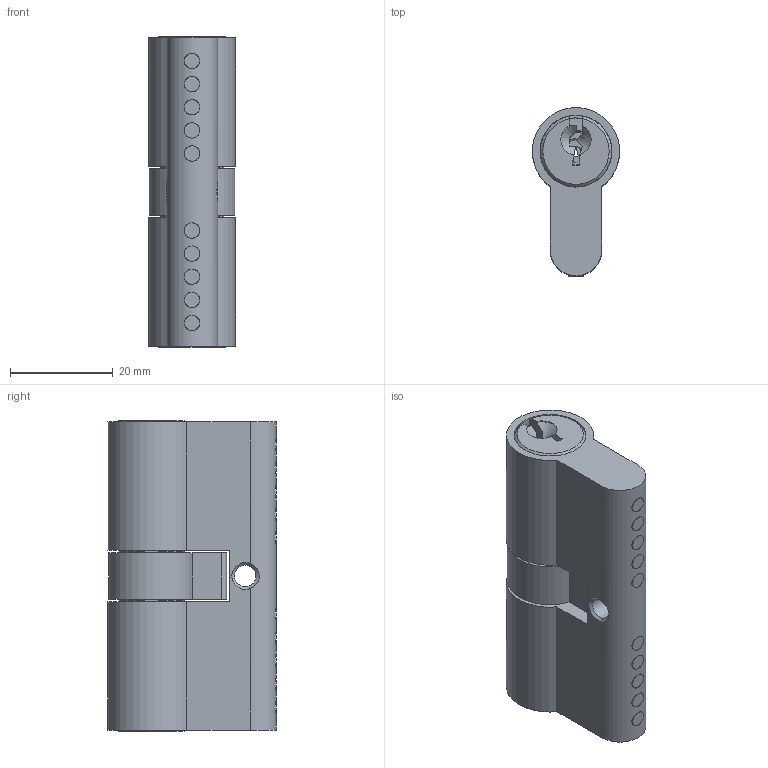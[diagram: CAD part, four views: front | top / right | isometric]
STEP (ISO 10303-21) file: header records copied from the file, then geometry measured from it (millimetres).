
FILE_DESCRIPTION (( 'STEP AP203' ), '1' );
FILE_NAME ('8595-60.step', '2019-11-29T07:57:31', ( '' ), ( '' ), 'SwSTEP 2.0', 'SolidWorks 2015', '' );
FILE_SCHEMA (( 'CONFIG_CONTROL_DESIGN' ));
Length unit declared in the file: millimetre
Products named in the file (25): 8590-XX Teil6; 8590-XX Teil6_8590-XX Teil6; 8590-XX Teil5; 8590-XX Teil1; 8590-XX Teil4; 8590-XX Teil2_8590-60 Teil2; 8595-60; 8590-XX Teil3; 8590-XX Teil5_8590-XX Teil5; 8590-XX Teil1_8590-60 Teil1; 8590-XX Teil2; 8590-XX Teil3_8590-XX Teil3; 8590-XX Teil4_8590-XX Teil4
Assembly tree (18 placements, depth 2):
  8590-XX Teil6
  8590-XX Teil5
  8590-XX Teil6
  8590-XX Teil4
  8590-XX Teil6
Bounding box: 16.95 x 32.72 x 60.4 mm (x, y, z)
Volume: 19315.2 mm3; surface area: 15693.1 mm2
Topology: 17 solids, 17 shells, 458 faces, 1197 edges, 782 vertices
Faces by surface type: plane 245, bspline 110, cylinder 89, cone 12, torus 2
Full cylindrical faces by diameter (mm): 1.95 x1, 3 x33, 4.2 x1, 4.35 x2, 13 x2, 14 x2
Entity records: 21326 total; most frequent: CARTESIAN_POINT 10927, ORIENTED_EDGE 1802, DIRECTION 1283, EDGE_CURVE 901, VERTEX_POINT 609, LINE 529, VECTOR 529, EDGE_LOOP 442
